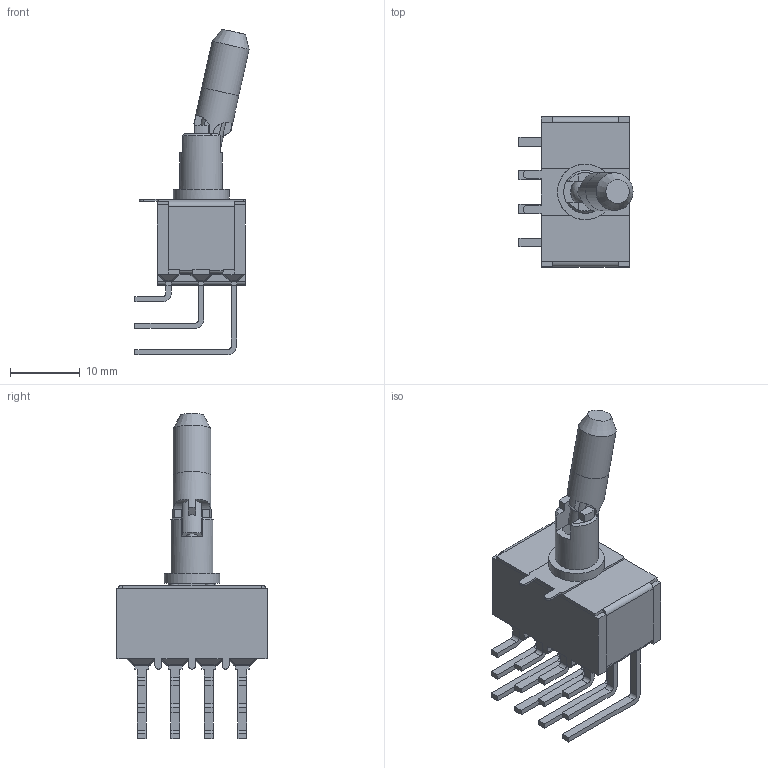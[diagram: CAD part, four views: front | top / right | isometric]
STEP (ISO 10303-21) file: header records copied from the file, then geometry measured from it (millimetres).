
FILE_DESCRIPTION(/* description */ (''),/* implementation_level */ '2;1');
FILE_NAME(/* name */ '1004PxK2B26M7xE.stp',/* time_stamp */ '2026-01-22T12:21:42-06:00',/* author */ ('jmeyers'),/* organization */ (''),/* preprocessor_version */ 'ST-DEVELOPER v18.1',/* originating_system */ 'Autodesk Inventor 2022',/* authorisation */ '');
FILE_SCHEMA (('AUTOMOTIVE_DESIGN { 1 0 10303 214 3 1 1 }'));
Length unit declared in the file: inch
Products named in the file (1): Part5
Bounding box: 16.41 x 21.59 x 46.86 mm (x, y, z)
Volume: 3785.4 mm3; surface area: 2889.7 mm2
Topology: 1 solids, 1 shells, 580 faces, 1556 edges, 940 vertices
Faces by surface type: plane 371, cylinder 157, sphere 49, cone 3
Full cylindrical faces by diameter (mm): 1.5 x1, 4.2 x1, 5.44 x2, 8 x1
Entity records: 17725 total; most frequent: CARTESIAN_POINT 3279, DIRECTION 3016, ORIENTED_EDGE 3014, EDGE_CURVE 1507, LINE 1114, VECTOR 1114, AXIS2_PLACEMENT_3D 951, VERTEX_POINT 940
